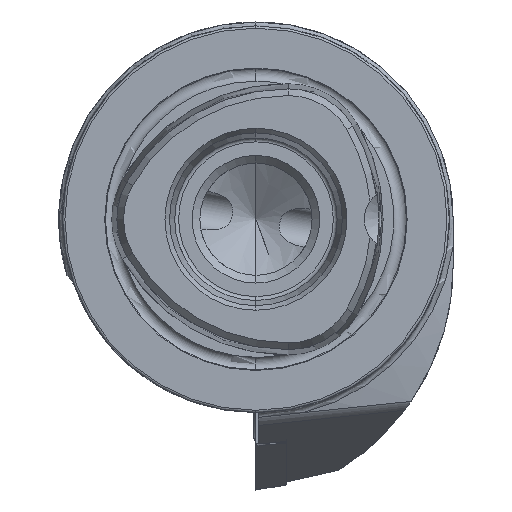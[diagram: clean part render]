
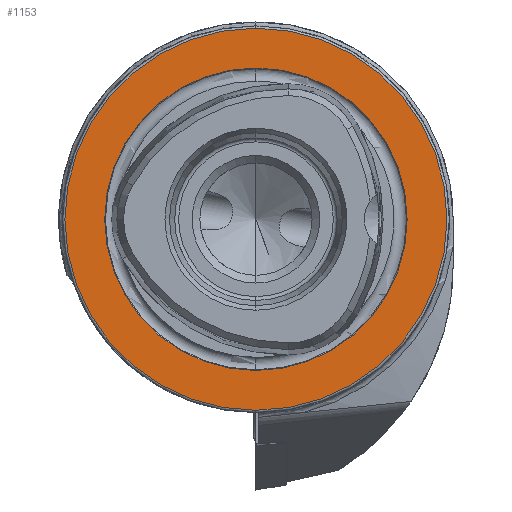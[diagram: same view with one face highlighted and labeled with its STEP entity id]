
A CAD part, left-side view. The second image highlights one B-rep face of the part: STEP entity #1153.
In plain terms, the highlighted planar face has unit normal (-1, 0, 0).
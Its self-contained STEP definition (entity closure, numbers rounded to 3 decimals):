
#235 = DIRECTION ( 'NONE',  ( 0., 0., -1. ) ) ;
#453 = FACE_BOUND ( 'NONE', #8845, .T. ) ;
#682 = VERTEX_POINT ( 'NONE', #10844 ) ;
#1153 = ADVANCED_FACE ( 'NONE', ( #453, #5575 ), #2087, .F. ) ;
#1306 = DIRECTION ( 'NONE',  ( 0., 0., 1. ) ) ;
#1309 = EDGE_CURVE ( 'NONE', #9786, #11440, #9648, .T. ) ;
#2032 = EDGE_CURVE ( 'NONE', #682, #11613, #4456, .T. ) ;
#2087 = PLANE ( 'NONE',  #10859 ) ;
#2415 = CARTESIAN_POINT ( 'NONE',  ( 0., 0., 0. ) ) ;
#2541 = CIRCLE ( 'NONE', #5096, 24.7 ) ;
#2653 = AXIS2_PLACEMENT_3D ( 'NONE', #2415, #10250, #4422 ) ;
#2872 = CARTESIAN_POINT ( 'NONE',  ( 0., 0., 0. ) ) ;
#3149 = DIRECTION ( 'NONE',  ( 0., 0., 1. ) ) ;
#3848 = ORIENTED_EDGE ( 'NONE', *, *, #8513, .F. ) ;
#4065 = EDGE_CURVE ( 'NONE', #11613, #682, #2541, .T. ) ;
#4271 = EDGE_LOOP ( 'NONE', ( #11235, #12291 ) ) ;
#4422 = DIRECTION ( 'NONE',  ( 0., 0., 1. ) ) ;
#4456 = CIRCLE ( 'NONE', #11192, 24.7 ) ;
#4932 = CARTESIAN_POINT ( 'NONE',  ( 0., 0., 24.7 ) ) ;
#5096 = AXIS2_PLACEMENT_3D ( 'NONE', #2872, #9776, #8703 ) ;
#5575 = FACE_OUTER_BOUND ( 'NONE', #4271, .T. ) ;
#6071 = CARTESIAN_POINT ( 'NONE',  ( 0., 0., 0. ) ) ;
#6122 = CARTESIAN_POINT ( 'NONE',  ( 0., 19.55, 0. ) ) ;
#6162 = DIRECTION ( 'NONE',  ( 1., 0., 0. ) ) ;
#6251 = CARTESIAN_POINT ( 'NONE',  ( 0., 0., 0. ) ) ;
#6736 = AXIS2_PLACEMENT_3D ( 'NONE', #6251, #7215, #1306 ) ;
#6976 = ORIENTED_EDGE ( 'NONE', *, *, #1309, .F. ) ;
#6997 = CARTESIAN_POINT ( 'NONE',  ( 0., 0., -19.55 ) ) ;
#7215 = DIRECTION ( 'NONE',  ( -1., 0., 0. ) ) ;
#8070 = DIRECTION ( 'NONE',  ( -1., 0., 0. ) ) ;
#8450 = CARTESIAN_POINT ( 'NONE',  ( 0., 0., 19.55 ) ) ;
#8513 = EDGE_CURVE ( 'NONE', #11440, #9786, #11179, .T. ) ;
#8703 = DIRECTION ( 'NONE',  ( 0., 0., 1. ) ) ;
#8845 = EDGE_LOOP ( 'NONE', ( #3848, #6976 ) ) ;
#9648 = CIRCLE ( 'NONE', #6736, 19.55 ) ;
#9776 = DIRECTION ( 'NONE',  ( -1., 0., 0. ) ) ;
#9786 = VERTEX_POINT ( 'NONE', #6997 ) ;
#10250 = DIRECTION ( 'NONE',  ( -1., 0., 0. ) ) ;
#10844 = CARTESIAN_POINT ( 'NONE',  ( 0., 0., -24.7 ) ) ;
#10859 = AXIS2_PLACEMENT_3D ( 'NONE', #6122, #6162, #235 ) ;
#11179 = CIRCLE ( 'NONE', #2653, 19.55 ) ;
#11192 = AXIS2_PLACEMENT_3D ( 'NONE', #6071, #8070, #3149 ) ;
#11235 = ORIENTED_EDGE ( 'NONE', *, *, #4065, .T. ) ;
#11440 = VERTEX_POINT ( 'NONE', #8450 ) ;
#11613 = VERTEX_POINT ( 'NONE', #4932 ) ;
#12291 = ORIENTED_EDGE ( 'NONE', *, *, #2032, .T. ) ;
